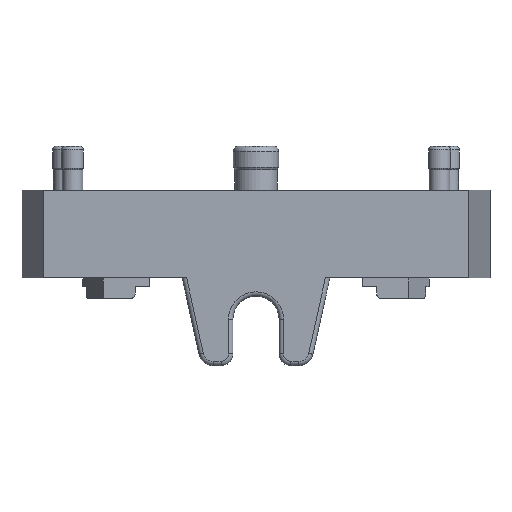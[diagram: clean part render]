
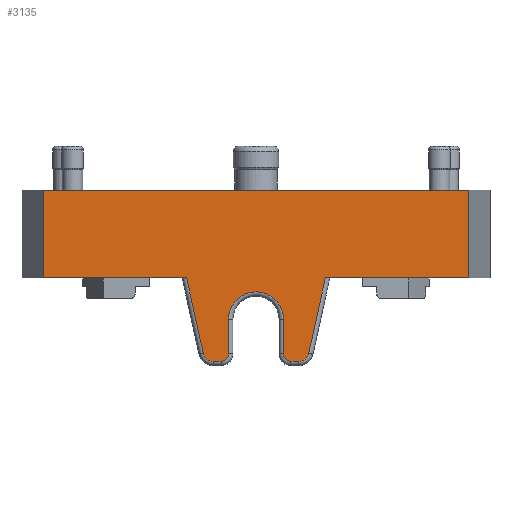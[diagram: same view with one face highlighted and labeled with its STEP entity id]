
A CAD part, front view. The second image highlights one B-rep face of the part: STEP entity #3135.
In plain terms, the highlighted planar face has unit normal (0, -1, 0).
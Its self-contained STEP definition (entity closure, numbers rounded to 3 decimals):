
#1573=PLANE('',#34569);
#3135=ADVANCED_FACE('',(#4867),#1573,.T.);
#4867=FACE_OUTER_BOUND('',#6588,.T.);
#6588=EDGE_LOOP('',(#22714,#22715,#22716,#22717,#22718,#22719,#22720,#22721,
#22722,#22723,#22724,#22725,#22726,#22727,#22728,#22729));
#8240=LINE('',#46029,#12647);
#8244=LINE('',#46045,#12651);
#10524=LINE('',#52875,#14931);
#10525=LINE('',#52877,#14932);
#10526=LINE('',#52881,#14933);
#10527=LINE('',#52885,#14934);
#10528=LINE('',#52889,#14935);
#10529=LINE('',#52893,#14936);
#10530=LINE('',#52897,#14937);
#10531=LINE('',#52898,#14938);
#10532=LINE('',#52900,#14939);
#12647=VECTOR('',#36421,1.);
#12651=VECTOR('',#36433,1.);
#14931=VECTOR('',#40937,1.);
#14932=VECTOR('',#40940,1.);
#14933=VECTOR('',#40943,1.);
#14934=VECTOR('',#40946,1.);
#14935=VECTOR('',#40949,1.);
#14936=VECTOR('',#40952,1.);
#14937=VECTOR('',#40955,1.);
#14938=VECTOR('',#40956,1.);
#14939=VECTOR('',#40957,1.);
#22714=ORIENTED_EDGE('',*,*,#29690,.T.);
#22715=ORIENTED_EDGE('',*,*,#32032,.T.);
#22716=ORIENTED_EDGE('',*,*,#32033,.T.);
#22717=ORIENTED_EDGE('',*,*,#32034,.T.);
#22718=ORIENTED_EDGE('',*,*,#32035,.T.);
#22719=ORIENTED_EDGE('',*,*,#32036,.T.);
#22720=ORIENTED_EDGE('',*,*,#32037,.T.);
#22721=ORIENTED_EDGE('',*,*,#32038,.T.);
#22722=ORIENTED_EDGE('',*,*,#32039,.T.);
#22723=ORIENTED_EDGE('',*,*,#32040,.T.);
#22724=ORIENTED_EDGE('',*,*,#32041,.T.);
#22725=ORIENTED_EDGE('',*,*,#32042,.T.);
#22726=ORIENTED_EDGE('',*,*,#29682,.T.);
#22727=ORIENTED_EDGE('',*,*,#32043,.T.);
#22728=ORIENTED_EDGE('',*,*,#32044,.F.);
#22729=ORIENTED_EDGE('',*,*,#32031,.T.);
#26552=VERTEX_POINT('',#46028);
#26553=VERTEX_POINT('',#46030);
#26560=VERTEX_POINT('',#46044);
#26561=VERTEX_POINT('',#46046);
#27829=VERTEX_POINT('',#52873);
#27830=VERTEX_POINT('',#52878);
#27831=VERTEX_POINT('',#52880);
#27832=VERTEX_POINT('',#52882);
#27833=VERTEX_POINT('',#52884);
#27834=VERTEX_POINT('',#52886);
#27835=VERTEX_POINT('',#52888);
#27836=VERTEX_POINT('',#52890);
#27837=VERTEX_POINT('',#52892);
#27838=VERTEX_POINT('',#52894);
#27839=VERTEX_POINT('',#52896);
#27840=VERTEX_POINT('',#52899);
#29682=EDGE_CURVE('',#26553,#26552,#8240,.T.);
#29690=EDGE_CURVE('',#26561,#26560,#8244,.T.);
#32031=EDGE_CURVE('',#27829,#26561,#10524,.T.);
#32032=EDGE_CURVE('',#26560,#27830,#10525,.T.);
#32033=EDGE_CURVE('',#27830,#27831,#33267,.T.);
#32034=EDGE_CURVE('',#27831,#27832,#10526,.T.);
#32035=EDGE_CURVE('',#27832,#27833,#33268,.T.);
#32036=EDGE_CURVE('',#27833,#27834,#10527,.T.);
#32037=EDGE_CURVE('',#27834,#27835,#33269,.T.);
#32038=EDGE_CURVE('',#27835,#27836,#10528,.T.);
#32039=EDGE_CURVE('',#27836,#27837,#33270,.T.);
#32040=EDGE_CURVE('',#27837,#27838,#10529,.T.);
#32041=EDGE_CURVE('',#27838,#27839,#33271,.T.);
#32042=EDGE_CURVE('',#27839,#26553,#10530,.T.);
#32043=EDGE_CURVE('',#26552,#27840,#10531,.T.);
#32044=EDGE_CURVE('',#27829,#27840,#10532,.T.);
#33267=CIRCLE('',#34564,0.7);
#33268=CIRCLE('',#34565,0.5);
#33269=CIRCLE('',#34566,1.875);
#33270=CIRCLE('',#34567,0.5);
#33271=CIRCLE('',#34568,0.7);
#34564=AXIS2_PLACEMENT_3D('',#52879,#40941,#40942);
#34565=AXIS2_PLACEMENT_3D('',#52883,#40944,#40945);
#34566=AXIS2_PLACEMENT_3D('',#52887,#40947,#40948);
#34567=AXIS2_PLACEMENT_3D('',#52891,#40950,#40951);
#34568=AXIS2_PLACEMENT_3D('',#52895,#40953,#40954);
#34569=AXIS2_PLACEMENT_3D('',#52901,#40958,#40959);
#36421=DIRECTION('',(1.,0.,0.));
#36433=DIRECTION('',(1.,0.,0.));
#40937=DIRECTION('',(0.,0.,-1.));
#40940=DIRECTION('',(0.216,0.,-0.976));
#40941=DIRECTION('',(0.,-1.,0.));
#40942=DIRECTION('',(-0.976,0.,-0.216));
#40943=DIRECTION('',(1.,0.,0.));
#40944=DIRECTION('',(0.,-1.,0.));
#40945=DIRECTION('',(0.,0.,-1.));
#40946=DIRECTION('',(0.,0.,1.));
#40947=DIRECTION('',(0.,1.,0.));
#40948=DIRECTION('',(-1.,0.,0.));
#40949=DIRECTION('',(0.,0.,-1.));
#40950=DIRECTION('',(0.,-1.,0.));
#40951=DIRECTION('',(-1.,0.,0.));
#40952=DIRECTION('',(1.,0.,0.));
#40953=DIRECTION('',(0.,-1.,0.));
#40954=DIRECTION('',(0.,0.,-1.));
#40955=DIRECTION('',(0.216,0.,0.976));
#40956=DIRECTION('',(0.,0.,1.));
#40957=DIRECTION('',(1.,0.,0.));
#40958=DIRECTION('',(0.,-1.,0.));
#40959=DIRECTION('',(1.,0.,0.));
#46028=CARTESIAN_POINT('',(12.63,58.332,0.));
#46029=CARTESIAN_POINT('',(2.811,58.332,0.));
#46030=CARTESIAN_POINT('',(2.811,58.332,0.));
#46044=CARTESIAN_POINT('',(-6.674,58.332,0.));
#46045=CARTESIAN_POINT('',(-16.493,58.332,0.));
#46046=CARTESIAN_POINT('',(-16.493,58.332,0.));
#52873=CARTESIAN_POINT('',(-16.493,58.332,6.));
#52875=CARTESIAN_POINT('',(-16.493,58.332,6.));
#52877=CARTESIAN_POINT('',(-6.674,58.332,0.));
#52878=CARTESIAN_POINT('',(-5.532,58.332,-5.152));
#52879=CARTESIAN_POINT('',(-4.849,58.332,-5.));
#52880=CARTESIAN_POINT('',(-4.849,58.332,-5.7));
#52881=CARTESIAN_POINT('',(-4.849,58.332,-5.7));
#52882=CARTESIAN_POINT('',(-4.306,58.332,-5.7));
#52883=CARTESIAN_POINT('',(-4.306,58.332,-5.2));
#52884=CARTESIAN_POINT('',(-3.806,58.332,-5.2));
#52885=CARTESIAN_POINT('',(-3.806,58.332,-5.2));
#52886=CARTESIAN_POINT('',(-3.806,58.332,-2.825));
#52887=CARTESIAN_POINT('',(-1.931,58.332,-2.825));
#52888=CARTESIAN_POINT('',(-0.056,58.332,-2.825));
#52889=CARTESIAN_POINT('',(-0.056,58.332,-2.825));
#52890=CARTESIAN_POINT('',(-0.056,58.332,-5.2));
#52891=CARTESIAN_POINT('',(0.444,58.332,-5.2));
#52892=CARTESIAN_POINT('',(0.444,58.332,-5.7));
#52893=CARTESIAN_POINT('',(0.444,58.332,-5.7));
#52894=CARTESIAN_POINT('',(0.986,58.332,-5.7));
#52895=CARTESIAN_POINT('',(0.986,58.332,-5.));
#52896=CARTESIAN_POINT('',(1.669,58.332,-5.152));
#52897=CARTESIAN_POINT('',(1.669,58.332,-5.152));
#52898=CARTESIAN_POINT('',(12.63,58.332,0.));
#52899=CARTESIAN_POINT('',(12.63,58.332,6.));
#52900=CARTESIAN_POINT('',(-16.493,58.332,6.));
#52901=CARTESIAN_POINT('',(-18.181,58.332,6.));
